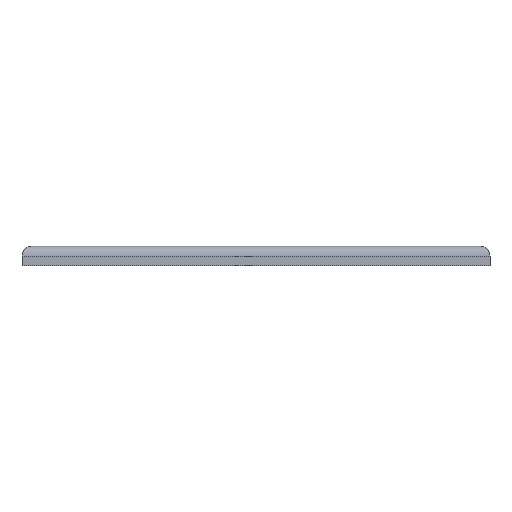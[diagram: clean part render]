
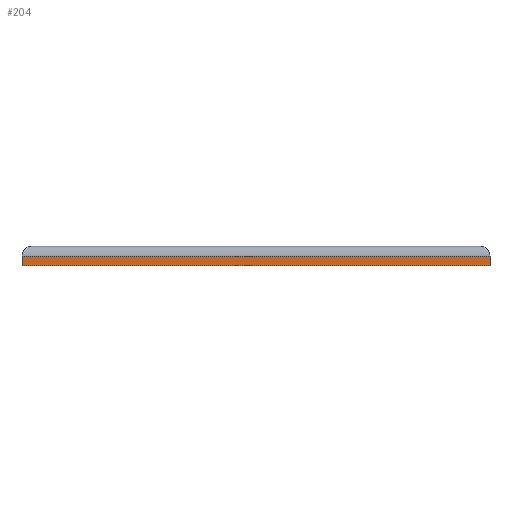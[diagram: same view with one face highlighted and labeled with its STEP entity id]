
A CAD part, front view. The second image highlights one B-rep face of the part: STEP entity #204.
In plain terms, the highlighted planar face has unit normal (0, -1, 0).
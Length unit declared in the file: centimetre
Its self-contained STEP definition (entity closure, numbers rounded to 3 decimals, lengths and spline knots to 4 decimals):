
#90 = CARTESIAN_POINT ( 'NONE',  ( 40.2248, -58.0611, 0. ) ) ;
#138 = CARTESIAN_POINT ( 'NONE',  ( -7.7011, -58.0611, 0. ) ) ;
#139 = CARTESIAN_POINT ( 'NONE',  ( -7.7011, -58.0611, 1. ) ) ;
#175 = LINE ( 'NONE', #1338, #1714 ) ;
#188 = DIRECTION ( 'NONE',  ( 0., 0., -1. ) ) ;
#204 = ADVANCED_FACE ( 'NONE', ( #480 ), #212, .T. ) ;
#212 = PLANE ( 'NONE',  #353 ) ;
#279 = DIRECTION ( 'NONE',  ( 0., 0., -1. ) ) ;
#325 = EDGE_CURVE ( 'NONE', #1707, #597, #560, .T. ) ;
#353 = AXIS2_PLACEMENT_3D ( 'NONE', #776, #882, #188 ) ;
#383 = VECTOR ( 'NONE', #279, 100. ) ;
#449 = LINE ( 'NONE', #1023, #1359 ) ;
#480 = FACE_OUTER_BOUND ( 'NONE', #929, .T. ) ;
#503 = CARTESIAN_POINT ( 'NONE',  ( -7.7011, -58.0611, 0. ) ) ;
#560 = LINE ( 'NONE', #1391, #383 ) ;
#589 = DIRECTION ( 'NONE',  ( 1., 0., 0. ) ) ;
#597 = VERTEX_POINT ( 'NONE', #503 ) ;
#669 = EDGE_CURVE ( 'NONE', #893, #1707, #175, .T. ) ;
#673 = ORIENTED_EDGE ( 'NONE', *, *, #1062, .T. ) ;
#739 = DIRECTION ( 'NONE',  ( -1., 0., 0. ) ) ;
#776 = CARTESIAN_POINT ( 'NONE',  ( 0., -58.0611, 0. ) ) ;
#833 = ORIENTED_EDGE ( 'NONE', *, *, #669, .T. ) ;
#882 = DIRECTION ( 'NONE',  ( 0., -1., 0. ) ) ;
#893 = VERTEX_POINT ( 'NONE', #983 ) ;
#902 = VECTOR ( 'NONE', #589, 100. ) ;
#929 = EDGE_LOOP ( 'NONE', ( #1442, #833, #1375, #673 ) ) ;
#983 = CARTESIAN_POINT ( 'NONE',  ( 40.2248, -58.0611, 1. ) ) ;
#1019 = EDGE_CURVE ( 'NONE', #1181, #893, #449, .T. ) ;
#1023 = CARTESIAN_POINT ( 'NONE',  ( 40.2248, -58.0611, 2. ) ) ;
#1062 = EDGE_CURVE ( 'NONE', #597, #1181, #1545, .T. ) ;
#1181 = VERTEX_POINT ( 'NONE', #90 ) ;
#1338 = CARTESIAN_POINT ( 'NONE',  ( -7.7011, -58.0611, 1. ) ) ;
#1359 = VECTOR ( 'NONE', #1407, 100. ) ;
#1375 = ORIENTED_EDGE ( 'NONE', *, *, #325, .T. ) ;
#1391 = CARTESIAN_POINT ( 'NONE',  ( -7.7011, -58.0611, 2. ) ) ;
#1407 = DIRECTION ( 'NONE',  ( 0., 0., 1. ) ) ;
#1442 = ORIENTED_EDGE ( 'NONE', *, *, #1019, .T. ) ;
#1545 = LINE ( 'NONE', #138, #902 ) ;
#1707 = VERTEX_POINT ( 'NONE', #139 ) ;
#1714 = VECTOR ( 'NONE', #739, 100. ) ;
